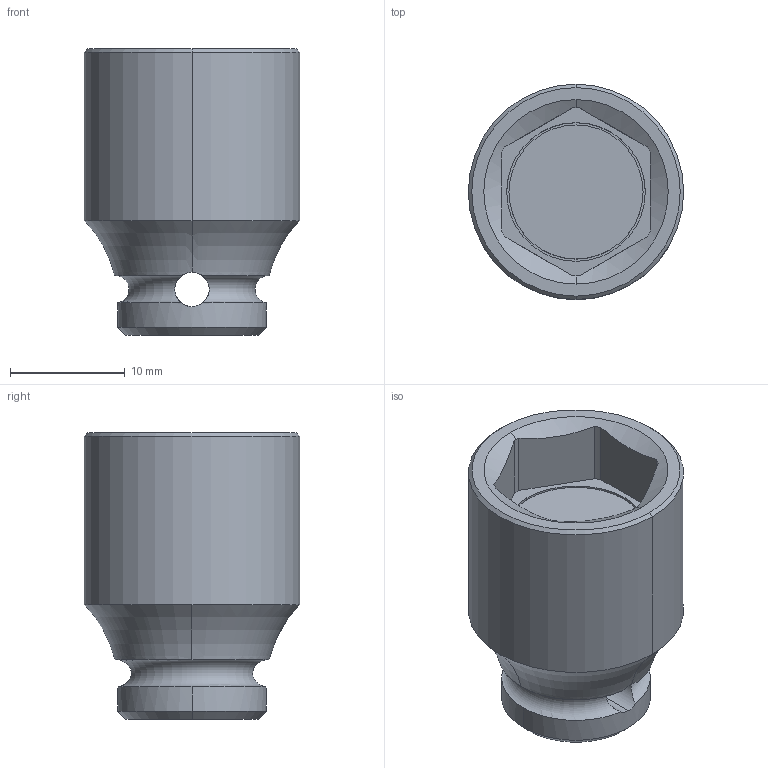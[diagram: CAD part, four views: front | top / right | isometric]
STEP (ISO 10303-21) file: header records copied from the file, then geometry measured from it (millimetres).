
FILE_DESCRIPTION((''),'2;1');
FILE_NAME('4027110513','2023-08-24T12:52:32',('A00565553'),(''),'CREO PARAMETRIC BY PTC INC, 2022414','CREO PARAMETRIC BY PTC INC, 2022414','');
FILE_SCHEMA(('CONFIG_CONTROL_DESIGN','GEOMETRIC_VALIDATION_PROPERTIES_MIM'));
Length unit declared in the file: millimetre
Products named in the file (1): 4027110513
Bounding box: 18.8 x 18.8 x 25 mm (x, y, z)
Volume: 4326.8 mm3; surface area: 3056.1 mm2
Topology: 2 solids, 2 shells, 63 faces, 163 edges, 103 vertices
Faces by surface type: plane 24, cylinder 23, cone 12, torus 4
Entity records: 2209 total; most frequent: CARTESIAN_POINT 567, ORIENTED_EDGE 322, DIRECTION 318, EDGE_CURVE 161, AXIS2_PLACEMENT_3D 127, VERTEX_POINT 103, EDGE_LOOP 68, VECTOR 64
